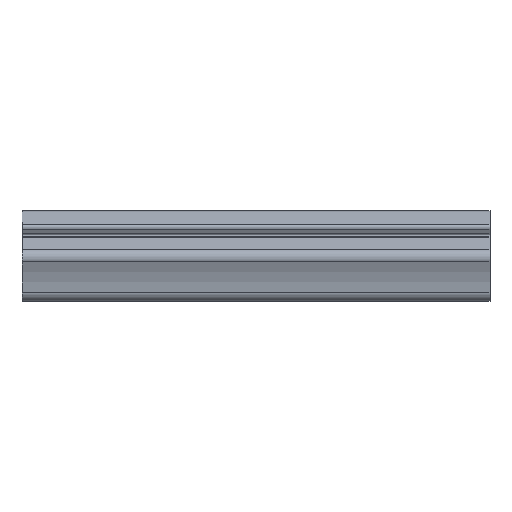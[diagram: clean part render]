
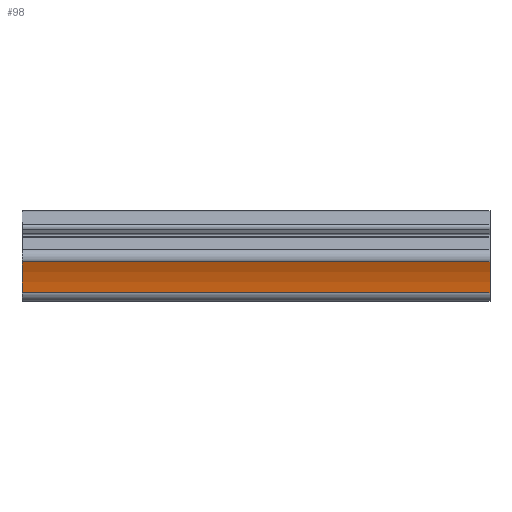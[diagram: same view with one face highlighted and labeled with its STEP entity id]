
A CAD part, left-side view. The second image highlights one B-rep face of the part: STEP entity #98.
In plain terms, the highlighted cylindrical face has radius 40 mm (diameter 80 mm), a partial arc.
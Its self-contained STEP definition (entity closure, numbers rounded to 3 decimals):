
#41 = CARTESIAN_POINT ( 'NONE',  ( -57.956, 200., -15.529 ) ) ;
#45 = DIRECTION ( 'NONE',  ( 0., -1., 0. ) ) ;
#98 = ADVANCED_FACE ( 'NONE', ( #2543 ), #339, .F. ) ;
#131 = AXIS2_PLACEMENT_3D ( 'NONE', #41, #3680, #1248 ) ;
#145 = CARTESIAN_POINT ( 'NONE',  ( -21.64, 200., 1.239 ) ) ;
#339 = CYLINDRICAL_SURFACE ( 'NONE', #2477, 40. ) ;
#385 = ORIENTED_EDGE ( 'NONE', *, *, #737, .F. ) ;
#407 = CARTESIAN_POINT ( 'NONE',  ( -57.956, 0., -15.529 ) ) ;
#651 = CARTESIAN_POINT ( 'NONE',  ( -21.64, 0., 1.239 ) ) ;
#706 = DIRECTION ( 'NONE',  ( 0., -1., 0. ) ) ;
#737 = EDGE_CURVE ( 'NONE', #3590, #3115, #3309, .T. ) ;
#852 = VECTOR ( 'NONE', #3903, 1000. ) ;
#1010 = LINE ( 'NONE', #651, #2821 ) ;
#1246 = ORIENTED_EDGE ( 'NONE', *, *, #3148, .T. ) ;
#1248 = DIRECTION ( 'NONE',  ( 0., 0., 1. ) ) ;
#1341 = CARTESIAN_POINT ( 'NONE',  ( -57.956, 0., -15.529 ) ) ;
#1385 = CARTESIAN_POINT ( 'NONE',  ( -21.64, 0., 1.239 ) ) ;
#1483 = CARTESIAN_POINT ( 'NONE',  ( -18.121, 0., -11.893 ) ) ;
#1498 = CIRCLE ( 'NONE', #2536, 40. ) ;
#1618 = EDGE_LOOP ( 'NONE', ( #385, #1246, #3691, #1763 ) ) ;
#1689 = CIRCLE ( 'NONE', #131, 40. ) ;
#1763 = ORIENTED_EDGE ( 'NONE', *, *, #2049, .F. ) ;
#1947 = DIRECTION ( 'NONE',  ( 0., 0., 1. ) ) ;
#1970 = VERTEX_POINT ( 'NONE', #1385 ) ;
#2049 = EDGE_CURVE ( 'NONE', #3115, #2761, #1689, .T. ) ;
#2249 = DIRECTION ( 'NONE',  ( 0., 1., 0. ) ) ;
#2477 = AXIS2_PLACEMENT_3D ( 'NONE', #1341, #2249, #1947 ) ;
#2481 = DIRECTION ( 'NONE',  ( 0., 0., 1. ) ) ;
#2501 = EDGE_CURVE ( 'NONE', #2761, #1970, #1010, .T. ) ;
#2536 = AXIS2_PLACEMENT_3D ( 'NONE', #407, #706, #2481 ) ;
#2543 = FACE_OUTER_BOUND ( 'NONE', #1618, .T. ) ;
#2761 = VERTEX_POINT ( 'NONE', #145 ) ;
#2821 = VECTOR ( 'NONE', #45, 1000. ) ;
#3115 = VERTEX_POINT ( 'NONE', #3154 ) ;
#3148 = EDGE_CURVE ( 'NONE', #3590, #1970, #1498, .T. ) ;
#3154 = CARTESIAN_POINT ( 'NONE',  ( -18.121, 200., -11.893 ) ) ;
#3309 = LINE ( 'NONE', #1483, #852 ) ;
#3366 = CARTESIAN_POINT ( 'NONE',  ( -18.121, 0., -11.893 ) ) ;
#3590 = VERTEX_POINT ( 'NONE', #3366 ) ;
#3680 = DIRECTION ( 'NONE',  ( 0., -1., 0. ) ) ;
#3691 = ORIENTED_EDGE ( 'NONE', *, *, #2501, .F. ) ;
#3903 = DIRECTION ( 'NONE',  ( 0., 1., 0. ) ) ;
